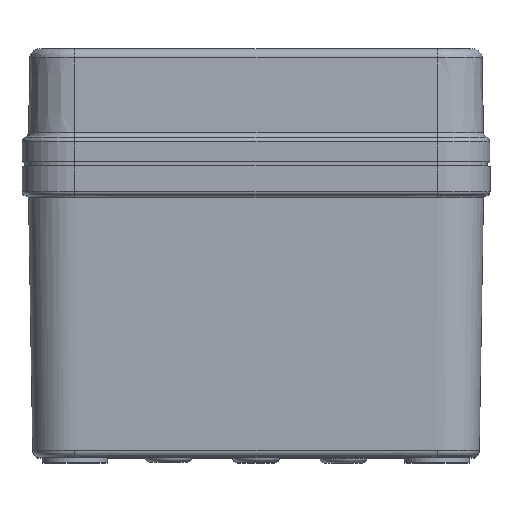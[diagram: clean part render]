
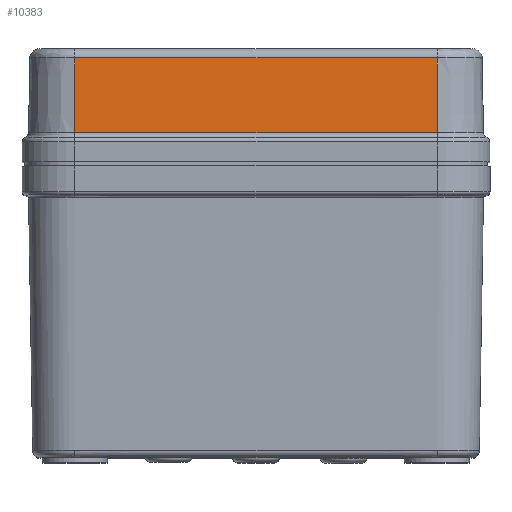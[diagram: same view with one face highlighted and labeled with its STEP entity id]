
A CAD part, top view. The second image highlights one B-rep face of the part: STEP entity #10383.
In plain terms, the highlighted planar face has unit normal (0, 0.018, 1).
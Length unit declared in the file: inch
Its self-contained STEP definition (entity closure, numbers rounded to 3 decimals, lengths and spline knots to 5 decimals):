
#1498 = VERTEX_POINT ( 'NONE', #64012 ) ;
#3738 = EDGE_CURVE ( 'NONE', #1498, #15547, #68722, .T. ) ;
#6176 = LINE ( 'NONE', #44198, #17277 ) ;
#8978 = PLANE ( 'NONE',  #54627 ) ;
#10383 = ADVANCED_FACE ( 'NONE', ( #57291 ), #8978, .T. ) ;
#13530 = EDGE_LOOP ( 'NONE', ( #52121, #19766, #67033, #29342 ) ) ;
#15547 = VERTEX_POINT ( 'NONE', #44550 ) ;
#16034 = EDGE_CURVE ( 'NONE', #58159, #1498, #6176, .T. ) ;
#17215 = LINE ( 'NONE', #55029, #24589 ) ;
#17277 = VECTOR ( 'NONE', #61964, 39.37008 ) ;
#19766 = ORIENTED_EDGE ( 'NONE', *, *, #16034, .T. ) ;
#24589 = VECTOR ( 'NONE', #74527, 39.37008 ) ;
#29342 = ORIENTED_EDGE ( 'NONE', *, *, #59077, .F. ) ;
#33259 = DIRECTION ( 'NONE',  ( 0., 0.017, 1. ) ) ;
#33749 = CARTESIAN_POINT ( 'NONE',  ( -1.29128, 0.22362, 2.1241 ) ) ;
#36716 = VERTEX_POINT ( 'NONE', #71569 ) ;
#38902 = VECTOR ( 'NONE', #46544, 39.37008 ) ;
#39536 = EDGE_CURVE ( 'NONE', #58159, #36716, #17215, .T. ) ;
#44198 = CARTESIAN_POINT ( 'NONE',  ( -1.2205, 0., 2.128 ) ) ;
#44550 = CARTESIAN_POINT ( 'NONE',  ( 1.2205, 0.22362, 2.1241 ) ) ;
#46544 = DIRECTION ( 'NONE',  ( 0., -1., 0.017 ) ) ;
#52121 = ORIENTED_EDGE ( 'NONE', *, *, #39536, .F. ) ;
#54627 = AXIS2_PLACEMENT_3D ( 'NONE', #69223, #33259, #63283 ) ;
#55029 = CARTESIAN_POINT ( 'NONE',  ( -1.23338, 0.7281, 2.11529 ) ) ;
#57291 = FACE_OUTER_BOUND ( 'NONE', #13530, .T. ) ;
#58159 = VERTEX_POINT ( 'NONE', #64521 ) ;
#59077 = EDGE_CURVE ( 'NONE', #36716, #15547, #70191, .T. ) ;
#61348 = VECTOR ( 'NONE', #68680, 39.37008 ) ;
#61964 = DIRECTION ( 'NONE',  ( 0., -1., 0.017 ) ) ;
#63283 = DIRECTION ( 'NONE',  ( 0., -1., 0.017 ) ) ;
#64012 = CARTESIAN_POINT ( 'NONE',  ( -1.2205, 0.22362, 2.1241 ) ) ;
#64521 = CARTESIAN_POINT ( 'NONE',  ( -1.2205, 0.7281, 2.11529 ) ) ;
#64548 = CARTESIAN_POINT ( 'NONE',  ( 1.2205, 0.47586, 2.11969 ) ) ;
#67033 = ORIENTED_EDGE ( 'NONE', *, *, #3738, .T. ) ;
#68680 = DIRECTION ( 'NONE',  ( 1., 0., 0. ) ) ;
#68722 = LINE ( 'NONE', #33749, #61348 ) ;
#69223 = CARTESIAN_POINT ( 'NONE',  ( -1.29128, 0., 2.128 ) ) ;
#70191 = LINE ( 'NONE', #64548, #38902 ) ;
#71569 = CARTESIAN_POINT ( 'NONE',  ( 1.2205, 0.7281, 2.11529 ) ) ;
#74527 = DIRECTION ( 'NONE',  ( 1., 0., 0. ) ) ;
